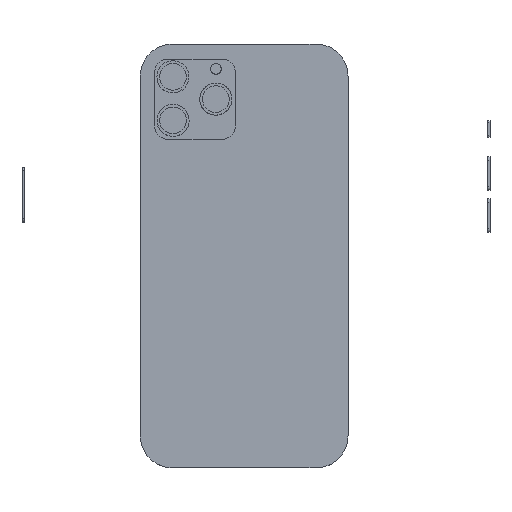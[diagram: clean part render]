
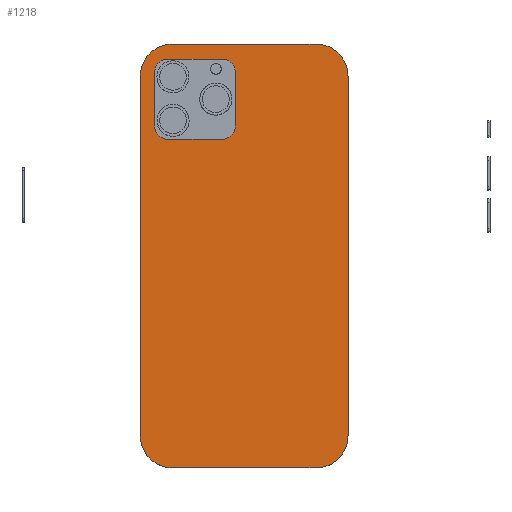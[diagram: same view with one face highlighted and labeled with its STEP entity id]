
A CAD part, top view. The second image highlights one B-rep face of the part: STEP entity #1218.
In plain terms, the highlighted planar face has unit normal (0, 0, 1).
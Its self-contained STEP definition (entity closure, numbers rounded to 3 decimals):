
#73 = VERTEX_POINT ( 'NONE', #1854 ) ;
#100 = DIRECTION ( 'NONE',  ( 0., 1., 0. ) ) ;
#157 = FACE_OUTER_BOUND ( 'NONE', #1394, .T. ) ;
#175 = EDGE_CURVE ( 'NONE', #559, #3326, #1033, .T. ) ;
#304 = VECTOR ( 'NONE', #100, 1000. ) ;
#361 = EDGE_CURVE ( 'NONE', #1877, #1368, #1745, .T. ) ;
#522 = VECTOR ( 'NONE', #1399, 1000. ) ;
#559 = VERTEX_POINT ( 'NONE', #1112 ) ;
#826 = ORIENTED_EDGE ( 'NONE', *, *, #1430, .T. ) ;
#891 = ORIENTED_EDGE ( 'NONE', *, *, #1719, .T. ) ;
#1025 = VECTOR ( 'NONE', #1724, 1000. ) ;
#1033 = CIRCLE ( 'NONE', #2986, 12. ) ;
#1112 = CARTESIAN_POINT ( 'NONE',  ( 26.912, -79.33, 7.1 ) ) ;
#1115 = CARTESIAN_POINT ( 'NONE',  ( 38.912, -67.33, 7.1 ) ) ;
#1144 = LINE ( 'NONE', #3008, #304 ) ;
#1153 = CARTESIAN_POINT ( 'NONE',  ( 26.912, 67.33, 7.1 ) ) ;
#1193 = CIRCLE ( 'NONE', #3081, 12. ) ;
#1206 = DIRECTION ( 'NONE',  ( 0., 0., 1. ) ) ;
#1213 = ORIENTED_EDGE ( 'NONE', *, *, #2241, .T. ) ;
#1218 = ADVANCED_FACE ( 'NONE', ( #157 ), #3409, .T. ) ;
#1246 = CARTESIAN_POINT ( 'NONE',  ( -26.912, 79.33, 7.1 ) ) ;
#1291 = CARTESIAN_POINT ( 'NONE',  ( 26.912, -67.33, 7.1 ) ) ;
#1345 = ORIENTED_EDGE ( 'NONE', *, *, #2198, .T. ) ;
#1350 = CARTESIAN_POINT ( 'NONE',  ( 26.912, -67.33, 7.1 ) ) ;
#1368 = VERTEX_POINT ( 'NONE', #1246 ) ;
#1394 = EDGE_LOOP ( 'NONE', ( #2228, #1345, #1990, #3130, #1213, #826, #891, #3333 ) ) ;
#1399 = DIRECTION ( 'NONE',  ( 0., -1., 0. ) ) ;
#1430 = EDGE_CURVE ( 'NONE', #1451, #2794, #2724, .T. ) ;
#1451 = VERTEX_POINT ( 'NONE', #3218 ) ;
#1491 = CARTESIAN_POINT ( 'NONE',  ( -26.912, 79.33, 7.1 ) ) ;
#1568 = CARTESIAN_POINT ( 'NONE',  ( -26.912, -67.33, 7.1 ) ) ;
#1650 = CARTESIAN_POINT ( 'NONE',  ( -38.912, 67.33, 7.1 ) ) ;
#1664 = VERTEX_POINT ( 'NONE', #3123 ) ;
#1681 = DIRECTION ( 'NONE',  ( 0., 0., 1. ) ) ;
#1695 = DIRECTION ( 'NONE',  ( 0., 0., 1. ) ) ;
#1719 = EDGE_CURVE ( 'NONE', #2794, #1664, #1193, .T. ) ;
#1724 = DIRECTION ( 'NONE',  ( 1., 0., 0. ) ) ;
#1745 = LINE ( 'NONE', #1491, #1870 ) ;
#1751 = CIRCLE ( 'NONE', #3138, 12. ) ;
#1817 = DIRECTION ( 'NONE',  ( 0., 0., 1. ) ) ;
#1854 = CARTESIAN_POINT ( 'NONE',  ( 38.912, 67.33, 7.1 ) ) ;
#1870 = VECTOR ( 'NONE', #2580, 1000. ) ;
#1877 = VERTEX_POINT ( 'NONE', #2929 ) ;
#1959 = EDGE_CURVE ( 'NONE', #1664, #559, #2803, .T. ) ;
#1987 = EDGE_CURVE ( 'NONE', #73, #1877, #2029, .T. ) ;
#1990 = ORIENTED_EDGE ( 'NONE', *, *, #1987, .T. ) ;
#2029 = CIRCLE ( 'NONE', #2636, 12. ) ;
#2069 = DIRECTION ( 'NONE',  ( 0., 0., 1. ) ) ;
#2124 = CARTESIAN_POINT ( 'NONE',  ( -38.912, -67.33, 7.1 ) ) ;
#2156 = CARTESIAN_POINT ( 'NONE',  ( -26.912, 67.33, 7.1 ) ) ;
#2198 = EDGE_CURVE ( 'NONE', #3326, #73, #1144, .T. ) ;
#2213 = DIRECTION ( 'NONE',  ( -1., 0., 0. ) ) ;
#2228 = ORIENTED_EDGE ( 'NONE', *, *, #175, .T. ) ;
#2241 = EDGE_CURVE ( 'NONE', #1368, #1451, #1751, .T. ) ;
#2246 = CARTESIAN_POINT ( 'NONE',  ( -26.912, -79.33, 7.1 ) ) ;
#2413 = DIRECTION ( 'NONE',  ( 1., 0., 0. ) ) ;
#2580 = DIRECTION ( 'NONE',  ( -1., 0., 0. ) ) ;
#2636 = AXIS2_PLACEMENT_3D ( 'NONE', #1153, #1206, #2213 ) ;
#2724 = LINE ( 'NONE', #1650, #522 ) ;
#2794 = VERTEX_POINT ( 'NONE', #2124 ) ;
#2803 = LINE ( 'NONE', #2246, #1025 ) ;
#2808 = AXIS2_PLACEMENT_3D ( 'NONE', #1291, #1817, #3160 ) ;
#2929 = CARTESIAN_POINT ( 'NONE',  ( 26.912, 79.33, 7.1 ) ) ;
#2956 = DIRECTION ( 'NONE',  ( 1., 0., 0. ) ) ;
#2986 = AXIS2_PLACEMENT_3D ( 'NONE', #1350, #1695, #2413 ) ;
#3008 = CARTESIAN_POINT ( 'NONE',  ( 38.912, 67.33, 7.1 ) ) ;
#3081 = AXIS2_PLACEMENT_3D ( 'NONE', #1568, #2069, #3134 ) ;
#3123 = CARTESIAN_POINT ( 'NONE',  ( -26.912, -79.33, 7.1 ) ) ;
#3130 = ORIENTED_EDGE ( 'NONE', *, *, #361, .T. ) ;
#3134 = DIRECTION ( 'NONE',  ( 1., 0., 0. ) ) ;
#3138 = AXIS2_PLACEMENT_3D ( 'NONE', #2156, #1681, #2956 ) ;
#3160 = DIRECTION ( 'NONE',  ( 1., 0., 0. ) ) ;
#3218 = CARTESIAN_POINT ( 'NONE',  ( -38.912, 67.33, 7.1 ) ) ;
#3326 = VERTEX_POINT ( 'NONE', #1115 ) ;
#3333 = ORIENTED_EDGE ( 'NONE', *, *, #1959, .T. ) ;
#3409 = PLANE ( 'NONE',  #2808 ) ;
